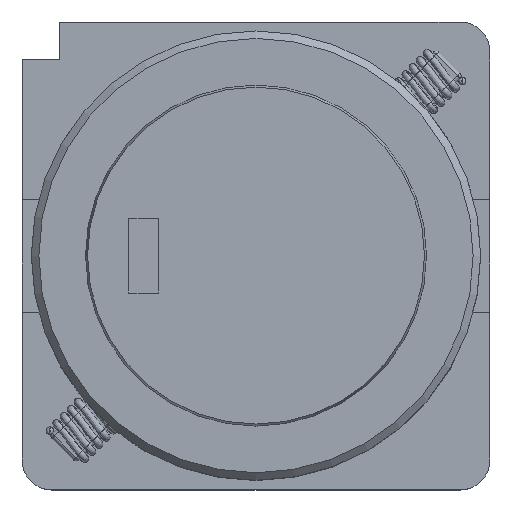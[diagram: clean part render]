
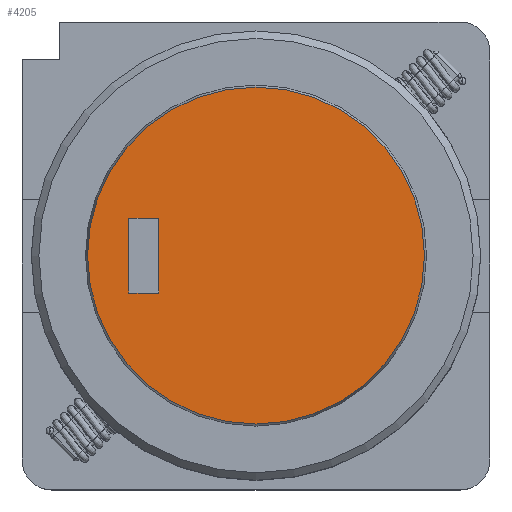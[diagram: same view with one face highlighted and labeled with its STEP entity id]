
A CAD part, top view. The second image highlights one B-rep face of the part: STEP entity #4205.
In plain terms, the highlighted planar face has unit normal (0, 0, 1).
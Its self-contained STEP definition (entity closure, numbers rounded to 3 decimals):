
#208=FACE_BOUND('',#1173,.T.);
#285=CIRCLE('',#4583,4.5);
#866=FACE_OUTER_BOUND('',#1172,.T.);
#1172=EDGE_LOOP('',(#3183));
#1173=EDGE_LOOP('',(#3184,#3185,#3186,#3187));
#1516=LINE('',#6611,#1679);
#1519=LINE('',#6616,#1682);
#1521=LINE('',#6620,#1684);
#1523=LINE('',#6623,#1686);
#1679=VECTOR('',#5264,1000.);
#1682=VECTOR('',#5269,1000.);
#1684=VECTOR('',#5273,1000.);
#1686=VECTOR('',#5277,1000.);
#1839=VERTEX_POINT('',#6596);
#1844=VERTEX_POINT('',#6609);
#1845=VERTEX_POINT('',#6610);
#1846=VERTEX_POINT('',#6615);
#1847=VERTEX_POINT('',#6619);
#2293=EDGE_CURVE('',#1839,#1839,#285,.T.);
#2298=EDGE_CURVE('',#1844,#1845,#1516,.T.);
#2301=EDGE_CURVE('',#1845,#1846,#1519,.T.);
#2303=EDGE_CURVE('',#1846,#1847,#1521,.T.);
#2305=EDGE_CURVE('',#1847,#1844,#1523,.T.);
#3183=ORIENTED_EDGE('',*,*,#2293,.T.);
#3184=ORIENTED_EDGE('',*,*,#2305,.F.);
#3185=ORIENTED_EDGE('',*,*,#2303,.F.);
#3186=ORIENTED_EDGE('',*,*,#2301,.F.);
#3187=ORIENTED_EDGE('',*,*,#2298,.F.);
#4094=PLANE('',#4589);
#4205=ADVANCED_FACE('',(#866,#208),#4094,.T.);
#4583=AXIS2_PLACEMENT_3D('',#6598,#5254,#5255);
#4589=AXIS2_PLACEMENT_3D('',#6624,#5278,#5279);
#5254=DIRECTION('center_axis',(0.,0.,1.));
#5255=DIRECTION('ref_axis',(0.,-1.,0.));
#5264=DIRECTION('',(-1.,0.,0.));
#5269=DIRECTION('',(0.,-1.,0.));
#5273=DIRECTION('',(1.,0.,0.));
#5277=DIRECTION('',(0.,1.,0.));
#5278=DIRECTION('center_axis',(0.,0.,1.));
#5279=DIRECTION('ref_axis',(0.,-1.,0.));
#6596=CARTESIAN_POINT('',(0.,4.5,6.85));
#6598=CARTESIAN_POINT('Origin',(0.,0.,6.85));
#6609=CARTESIAN_POINT('',(-2.6,1.,6.85));
#6610=CARTESIAN_POINT('',(-3.4,1.,6.85));
#6611=CARTESIAN_POINT('',(-3.4,1.,6.85));
#6615=CARTESIAN_POINT('',(-3.4,-1.,6.85));
#6616=CARTESIAN_POINT('',(-3.4,-1.,6.85));
#6619=CARTESIAN_POINT('',(-2.6,-1.,6.85));
#6620=CARTESIAN_POINT('',(-3.4,-1.,6.85));
#6623=CARTESIAN_POINT('',(-2.6,-1.,6.85));
#6624=CARTESIAN_POINT('Origin',(0.,0.,6.85));
